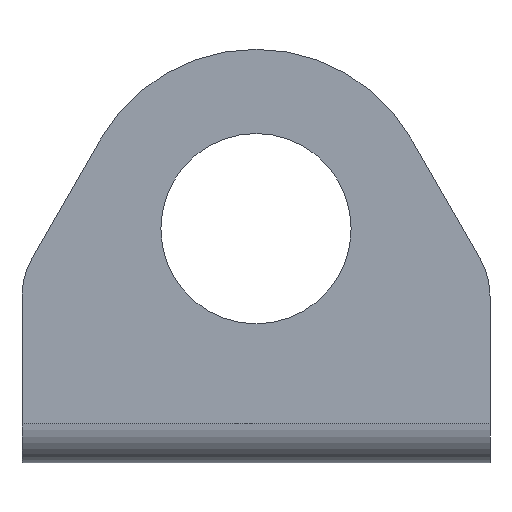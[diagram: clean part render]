
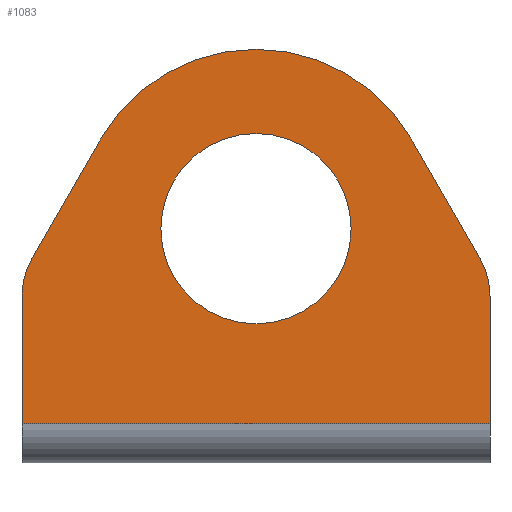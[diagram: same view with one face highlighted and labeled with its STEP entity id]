
A CAD part, left-side view. The second image highlights one B-rep face of the part: STEP entity #1083.
In plain terms, the highlighted planar face has unit normal (-1, 0, 0).
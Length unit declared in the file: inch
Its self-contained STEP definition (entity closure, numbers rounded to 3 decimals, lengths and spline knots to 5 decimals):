
#8 = ORIENTED_EDGE ( 'NONE', *, *, #14, .F. ) ;
#14 = EDGE_CURVE ( 'NONE', #790, #368, #244, .T. ) ;
#19 = CARTESIAN_POINT ( 'NONE',  ( 0., 0., 0.59055 ) ) ;
#22 = CIRCLE ( 'NONE', #390, 0.19685 ) ;
#44 = CARTESIAN_POINT ( 'NONE',  ( 0., -0.59055, 1.04331 ) ) ;
#54 = LINE ( 'NONE', #506, #987 ) ;
#56 = VERTEX_POINT ( 'NONE', #943 ) ;
#116 = EDGE_CURVE ( 'NONE', #1029, #266, #874, .T. ) ;
#131 = CARTESIAN_POINT ( 'NONE',  ( 0., 0.3921, 0.81693 ) ) ;
#132 = AXIS2_PLACEMENT_3D ( 'NONE', #1056, #509, #246 ) ;
#148 = DIRECTION ( 'NONE',  ( 0., 1., 0. ) ) ;
#161 = CARTESIAN_POINT ( 'NONE',  ( 0., -0.56418, 0.51888 ) ) ;
#177 = VECTOR ( 'NONE', #1149, 39.37008 ) ;
#205 = ORIENTED_EDGE ( 'NONE', *, *, #1080, .F. ) ;
#207 = VECTOR ( 'NONE', #762, 39.37008 ) ;
#216 = AXIS2_PLACEMENT_3D ( 'NONE', #461, #1104, #385 ) ;
#217 = DIRECTION ( 'NONE',  ( 1., 0., 0. ) ) ;
#240 = AXIS2_PLACEMENT_3D ( 'NONE', #853, #217, #313 ) ;
#244 = LINE ( 'NONE', #284, #207 ) ;
#246 = DIRECTION ( 'NONE',  ( 0., 0., 1. ) ) ;
#253 = EDGE_LOOP ( 'NONE', ( #1043, #712 ) ) ;
#266 = VERTEX_POINT ( 'NONE', #161 ) ;
#267 = EDGE_CURVE ( 'NONE', #351, #790, #903, .T. ) ;
#275 = EDGE_CURVE ( 'NONE', #368, #504, #1196, .T. ) ;
#284 = CARTESIAN_POINT ( 'NONE',  ( 0., 0.56418, 0.51888 ) ) ;
#288 = CIRCLE ( 'NONE', #216, 0.24016 ) ;
#313 = DIRECTION ( 'NONE',  ( 0., 0., -1. ) ) ;
#332 = CARTESIAN_POINT ( 'NONE',  ( 0., -0.3921, 0.81693 ) ) ;
#351 = VERTEX_POINT ( 'NONE', #1005 ) ;
#360 = DIRECTION ( 'NONE',  ( 0., 0., -1. ) ) ;
#368 = VERTEX_POINT ( 'NONE', #131 ) ;
#381 = ORIENTED_EDGE ( 'NONE', *, *, #116, .F. ) ;
#385 = DIRECTION ( 'NONE',  ( 0., 0., 1. ) ) ;
#387 = FACE_OUTER_BOUND ( 'NONE', #949, .T. ) ;
#390 = AXIS2_PLACEMENT_3D ( 'NONE', #1178, #1068, #360 ) ;
#417 = DIRECTION ( 'NONE',  ( 0., -0.5, -0.866 ) ) ;
#431 = EDGE_CURVE ( 'NONE', #351, #671, #517, .T. ) ;
#456 = VERTEX_POINT ( 'NONE', #1030 ) ;
#461 = CARTESIAN_POINT ( 'NONE',  ( 0., 0., 0.59055 ) ) ;
#470 = AXIS2_PLACEMENT_3D ( 'NONE', #19, #830, #845 ) ;
#477 = ORIENTED_EDGE ( 'NONE', *, *, #535, .F. ) ;
#483 = DIRECTION ( 'NONE',  ( -1., 0., 0. ) ) ;
#493 = AXIS2_PLACEMENT_3D ( 'NONE', #920, #567, #642 ) ;
#504 = VERTEX_POINT ( 'NONE', #791 ) ;
#506 = CARTESIAN_POINT ( 'NONE',  ( 0., -0.59055, 0.09843 ) ) ;
#509 = DIRECTION ( 'NONE',  ( 1., 0., 0. ) ) ;
#517 = LINE ( 'NONE', #672, #885 ) ;
#524 = CARTESIAN_POINT ( 'NONE',  ( 0., 0.59055, 0.09843 ) ) ;
#535 = EDGE_CURVE ( 'NONE', #1041, #671, #54, .T. ) ;
#552 = ORIENTED_EDGE ( 'NONE', *, *, #588, .F. ) ;
#559 = VERTEX_POINT ( 'NONE', #1050 ) ;
#567 = DIRECTION ( 'NONE',  ( 1., 0., 0. ) ) ;
#575 = DIRECTION ( 'NONE',  ( 0., 0., 1. ) ) ;
#588 = EDGE_CURVE ( 'NONE', #504, #1029, #916, .T. ) ;
#604 = VECTOR ( 'NONE', #417, 39.37008 ) ;
#619 = EDGE_CURVE ( 'NONE', #266, #56, #22, .T. ) ;
#642 = DIRECTION ( 'NONE',  ( 0., 0., 1. ) ) ;
#656 = ORIENTED_EDGE ( 'NONE', *, *, #619, .F. ) ;
#671 = VERTEX_POINT ( 'NONE', #524 ) ;
#672 = CARTESIAN_POINT ( 'NONE',  ( 0., 0.59055, 1.04331 ) ) ;
#680 = CIRCLE ( 'NONE', #1119, 0.24016 ) ;
#681 = CARTESIAN_POINT ( 'NONE',  ( 0., -0.59055, 0.09843 ) ) ;
#712 = ORIENTED_EDGE ( 'NONE', *, *, #925, .F. ) ;
#724 = ORIENTED_EDGE ( 'NONE', *, *, #431, .T. ) ;
#762 = DIRECTION ( 'NONE',  ( 0., -0.5, 0.866 ) ) ;
#763 = PLANE ( 'NONE',  #240 ) ;
#771 = CARTESIAN_POINT ( 'NONE',  ( 0., -0.3921, 0.81693 ) ) ;
#773 = DIRECTION ( 'NONE',  ( 0., 0., -1. ) ) ;
#790 = VERTEX_POINT ( 'NONE', #902 ) ;
#791 = CARTESIAN_POINT ( 'NONE',  ( 0., 0., 1.04331 ) ) ;
#792 = ORIENTED_EDGE ( 'NONE', *, *, #275, .F. ) ;
#822 = EDGE_CURVE ( 'NONE', #559, #456, #288, .T. ) ;
#830 = DIRECTION ( 'NONE',  ( 1., 0., 0. ) ) ;
#845 = DIRECTION ( 'NONE',  ( 0., 0., 1. ) ) ;
#853 = CARTESIAN_POINT ( 'NONE',  ( 0., -0.59055, 1.04331 ) ) ;
#866 = FACE_BOUND ( 'NONE', #253, .T. ) ;
#874 = LINE ( 'NONE', #332, #604 ) ;
#885 = VECTOR ( 'NONE', #773, 39.37008 ) ;
#902 = CARTESIAN_POINT ( 'NONE',  ( 0., 0.56418, 0.51888 ) ) ;
#903 = CIRCLE ( 'NONE', #493, 0.19685 ) ;
#916 = CIRCLE ( 'NONE', #132, 0.45276 ) ;
#920 = CARTESIAN_POINT ( 'NONE',  ( 0., 0.3937, 0.42045 ) ) ;
#925 = EDGE_CURVE ( 'NONE', #456, #559, #680, .T. ) ;
#943 = CARTESIAN_POINT ( 'NONE',  ( 0., -0.59055, 0.42045 ) ) ;
#949 = EDGE_LOOP ( 'NONE', ( #958, #724, #477, #205, #656, #381, #552, #792, #8 ) ) ;
#958 = ORIENTED_EDGE ( 'NONE', *, *, #267, .F. ) ;
#987 = VECTOR ( 'NONE', #148, 39.37008 ) ;
#1005 = CARTESIAN_POINT ( 'NONE',  ( 0., 0.59055, 0.42045 ) ) ;
#1029 = VERTEX_POINT ( 'NONE', #771 ) ;
#1030 = CARTESIAN_POINT ( 'NONE',  ( 0., 0., 0.35039 ) ) ;
#1041 = VERTEX_POINT ( 'NONE', #681 ) ;
#1043 = ORIENTED_EDGE ( 'NONE', *, *, #822, .F. ) ;
#1050 = CARTESIAN_POINT ( 'NONE',  ( 0., 0., 0.83071 ) ) ;
#1056 = CARTESIAN_POINT ( 'NONE',  ( 0., 0., 0.59055 ) ) ;
#1068 = DIRECTION ( 'NONE',  ( 1., 0., 0. ) ) ;
#1080 = EDGE_CURVE ( 'NONE', #56, #1041, #1117, .T. ) ;
#1083 = ADVANCED_FACE ( 'NONE', ( #387, #866 ), #763, .F. ) ;
#1104 = DIRECTION ( 'NONE',  ( -1., 0., 0. ) ) ;
#1117 = LINE ( 'NONE', #44, #177 ) ;
#1119 = AXIS2_PLACEMENT_3D ( 'NONE', #1128, #483, #575 ) ;
#1128 = CARTESIAN_POINT ( 'NONE',  ( 0., 0., 0.59055 ) ) ;
#1149 = DIRECTION ( 'NONE',  ( 0., 0., -1. ) ) ;
#1178 = CARTESIAN_POINT ( 'NONE',  ( 0., -0.3937, 0.42045 ) ) ;
#1196 = CIRCLE ( 'NONE', #470, 0.45276 ) ;
